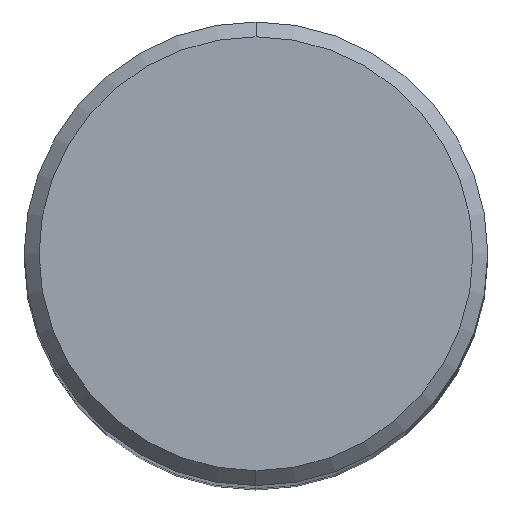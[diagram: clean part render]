
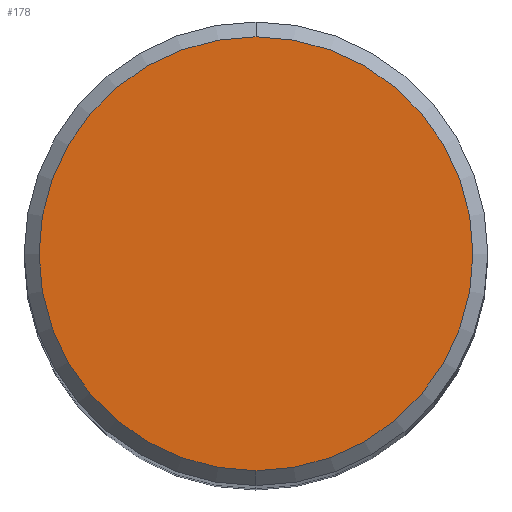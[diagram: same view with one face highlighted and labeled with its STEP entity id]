
A CAD part, top view. The second image highlights one B-rep face of the part: STEP entity #178.
In plain terms, the highlighted planar face has unit normal (0, 0, 1).
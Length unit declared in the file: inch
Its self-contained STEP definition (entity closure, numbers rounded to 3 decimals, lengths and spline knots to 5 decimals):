
#39 = PLANE ( 'NONE',  #402 ) ;
#55 = DIRECTION ( 'NONE',  ( 0., -1., 0. ) ) ;
#121 = CARTESIAN_POINT ( 'NONE',  ( 0., -0.2925, 0. ) ) ;
#150 = EDGE_LOOP ( 'NONE', ( #314, #188 ) ) ;
#168 = AXIS2_PLACEMENT_3D ( 'NONE', #271, #405, #177 ) ;
#170 = DIRECTION ( 'NONE',  ( 0., 1., 0. ) ) ;
#177 = DIRECTION ( 'NONE',  ( 0., -1., 0. ) ) ;
#178 = ADVANCED_FACE ( 'NONE', ( #386 ), #39, .F. ) ;
#188 = ORIENTED_EDGE ( 'NONE', *, *, #250, .T. ) ;
#205 = CARTESIAN_POINT ( 'NONE',  ( 0., 0.2925, 0. ) ) ;
#206 = AXIS2_PLACEMENT_3D ( 'NONE', #398, #308, #55 ) ;
#250 = EDGE_CURVE ( 'NONE', #282, #280, #410, .T. ) ;
#271 = CARTESIAN_POINT ( 'NONE',  ( 0., 0., 0. ) ) ;
#274 = CARTESIAN_POINT ( 'NONE',  ( 0., 0.2925, 0. ) ) ;
#280 = VERTEX_POINT ( 'NONE', #274 ) ;
#282 = VERTEX_POINT ( 'NONE', #121 ) ;
#290 = EDGE_CURVE ( 'NONE', #280, #282, #403, .T. ) ;
#296 = DIRECTION ( 'NONE',  ( 0., 0., -1. ) ) ;
#308 = DIRECTION ( 'NONE',  ( 0., 0., 1. ) ) ;
#314 = ORIENTED_EDGE ( 'NONE', *, *, #290, .T. ) ;
#386 = FACE_OUTER_BOUND ( 'NONE', #150, .T. ) ;
#398 = CARTESIAN_POINT ( 'NONE',  ( 0., 0., 0. ) ) ;
#402 = AXIS2_PLACEMENT_3D ( 'NONE', #205, #296, #170 ) ;
#403 = CIRCLE ( 'NONE', #168, 0.2925 ) ;
#405 = DIRECTION ( 'NONE',  ( 0., 0., 1. ) ) ;
#410 = CIRCLE ( 'NONE', #206, 0.2925 ) ;
